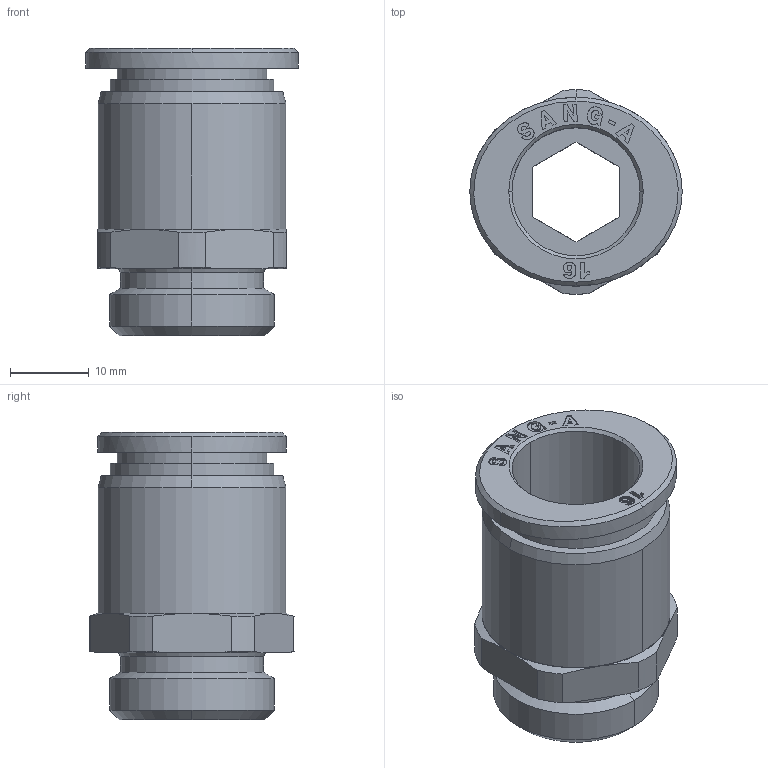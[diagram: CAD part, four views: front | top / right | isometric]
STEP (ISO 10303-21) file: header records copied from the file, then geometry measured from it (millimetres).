
FILE_DESCRIPTION (( 'STEP AP214' ), '1' );
FILE_NAME ('PC16-G04.stp', '2015-10-22T14:17:52', ( '' ), ( '' ), 'SwSTEP 2.0', 'SolidWorks 2015', '' );
FILE_SCHEMA (( 'AUTOMOTIVE_DESIGN' ));
Length unit declared in the file: millimetre
Products named in the file (2): PC16-G04; ｦ+ﾃｦ1
Assembly tree (1 placements, depth 2):
  PC16-G04
    ｦ+ﾃｦ1
Bounding box: 27 x 26 x 36.5 mm (x, y, z)
Volume: 8292 mm3; surface area: 5685.7 mm2
Topology: 1 solids, 1 shells, 289 faces, 788 edges, 519 vertices
Faces by surface type: plane 199, bspline 30, cylinder 30, cone 30
Entity records: 10863 total; most frequent: CARTESIAN_POINT 3056, ORIENTED_EDGE 1576, DIRECTION 1307, EDGE_CURVE 788, LINE 591, VECTOR 591, VERTEX_POINT 519, AXIS2_PLACEMENT_3D 358
